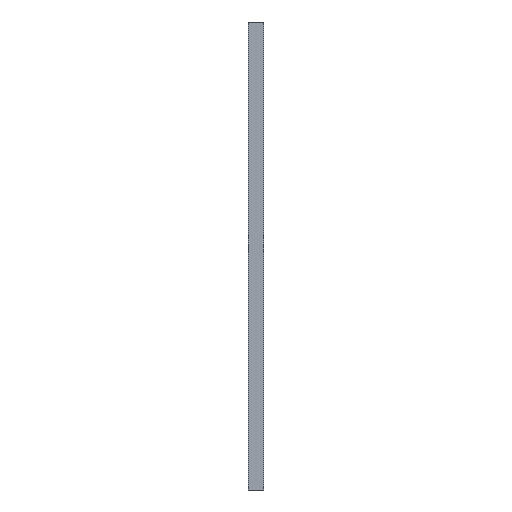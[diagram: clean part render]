
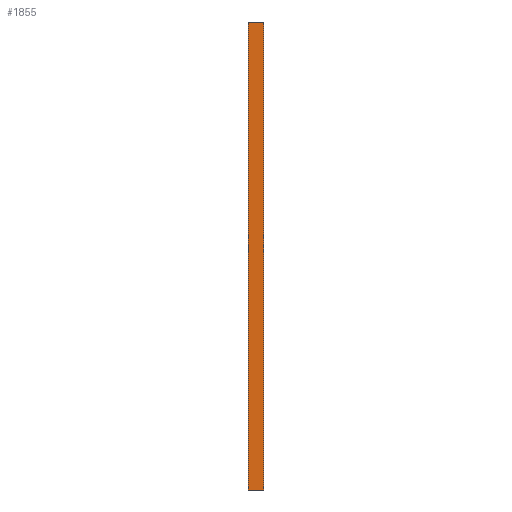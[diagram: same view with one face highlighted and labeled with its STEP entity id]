
A CAD part, left-side view. The second image highlights one B-rep face of the part: STEP entity #1855.
In plain terms, the highlighted planar face has unit normal (-1, 0, 0).
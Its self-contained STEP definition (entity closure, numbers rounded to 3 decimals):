
#36 = VECTOR ( 'NONE', #1654, 1000. ) ;
#163 = VERTEX_POINT ( 'NONE', #1177 ) ;
#168 = VECTOR ( 'NONE', #582, 1000. ) ;
#356 = CARTESIAN_POINT ( 'NONE',  ( 0., -6.35, 0. ) ) ;
#448 = EDGE_CURVE ( 'NONE', #163, #1295, #1292, .T. ) ;
#501 = CARTESIAN_POINT ( 'NONE',  ( 0., -6.35, 0. ) ) ;
#582 = DIRECTION ( 'NONE',  ( 0., 0., 1. ) ) ;
#602 = ORIENTED_EDGE ( 'NONE', *, *, #1814, .F. ) ;
#609 = EDGE_LOOP ( 'NONE', ( #602, #611, #1420, #1766 ) ) ;
#611 = ORIENTED_EDGE ( 'NONE', *, *, #651, .F. ) ;
#651 = EDGE_CURVE ( 'NONE', #1219, #1382, #1849, .T. ) ;
#798 = CARTESIAN_POINT ( 'NONE',  ( 0., -6.35, 0. ) ) ;
#838 = FACE_OUTER_BOUND ( 'NONE', #609, .T. ) ;
#843 = EDGE_CURVE ( 'NONE', #1219, #163, #1061, .T. ) ;
#852 = DIRECTION ( 'NONE',  ( 0., 1., 0. ) ) ;
#951 = CARTESIAN_POINT ( 'NONE',  ( 0., 0., 0. ) ) ;
#1061 = LINE ( 'NONE', #1482, #168 ) ;
#1075 = VECTOR ( 'NONE', #1086, 1000. ) ;
#1086 = DIRECTION ( 'NONE',  ( 0., 0., 1. ) ) ;
#1177 = CARTESIAN_POINT ( 'NONE',  ( 0., -6.35, 190. ) ) ;
#1219 = VERTEX_POINT ( 'NONE', #501 ) ;
#1258 = CARTESIAN_POINT ( 'NONE',  ( 0., 0., 0. ) ) ;
#1267 = DIRECTION ( 'NONE',  ( 0., 0., 1. ) ) ;
#1271 = CARTESIAN_POINT ( 'NONE',  ( 0., -6.35, 190. ) ) ;
#1292 = LINE ( 'NONE', #1271, #1678 ) ;
#1295 = VERTEX_POINT ( 'NONE', #1505 ) ;
#1382 = VERTEX_POINT ( 'NONE', #1258 ) ;
#1420 = ORIENTED_EDGE ( 'NONE', *, *, #843, .T. ) ;
#1482 = CARTESIAN_POINT ( 'NONE',  ( 0., -6.35, 0. ) ) ;
#1505 = CARTESIAN_POINT ( 'NONE',  ( 0., 0., 190. ) ) ;
#1525 = DIRECTION ( 'NONE',  ( -1., 0., 0. ) ) ;
#1597 = AXIS2_PLACEMENT_3D ( 'NONE', #356, #1525, #1267 ) ;
#1654 = DIRECTION ( 'NONE',  ( 0., 1., 0. ) ) ;
#1678 = VECTOR ( 'NONE', #852, 1000. ) ;
#1700 = PLANE ( 'NONE',  #1597 ) ;
#1766 = ORIENTED_EDGE ( 'NONE', *, *, #448, .T. ) ;
#1809 = LINE ( 'NONE', #951, #1075 ) ;
#1814 = EDGE_CURVE ( 'NONE', #1382, #1295, #1809, .T. ) ;
#1849 = LINE ( 'NONE', #798, #36 ) ;
#1855 = ADVANCED_FACE ( 'NONE', ( #838 ), #1700, .T. ) ;
